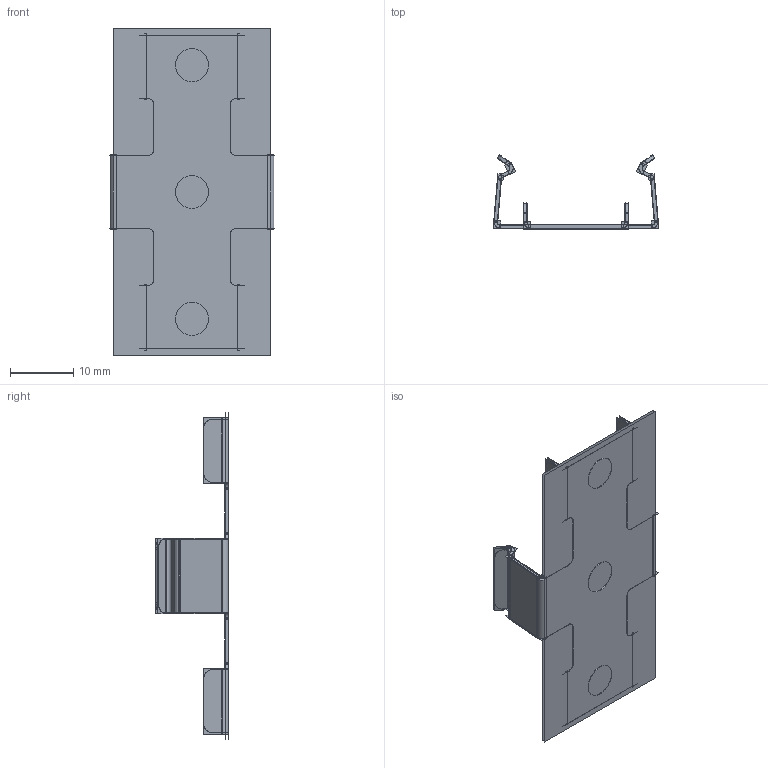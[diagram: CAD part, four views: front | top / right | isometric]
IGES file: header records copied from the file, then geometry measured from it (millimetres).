
Start section:  PTC IGES file: 231081_sm01.igs
Global section: file name: 231081_sm01.igs; native system: Creo Parametric by PTC Inc.; preprocessor: 2019292; author: PDMAdmin; organization: Unknown; date: 20230120.104931; units: millimetre
Bounding box: 25.98 x 11.63 x 51.48 mm (x, y, z)
Surface area: 8838.2 mm2 (no closed solid volume)
Topology: 0 solids, 1 shells, 256 faces, 1200 edges, 1464 vertices
Faces by surface type: bspline 164, revolution 92
